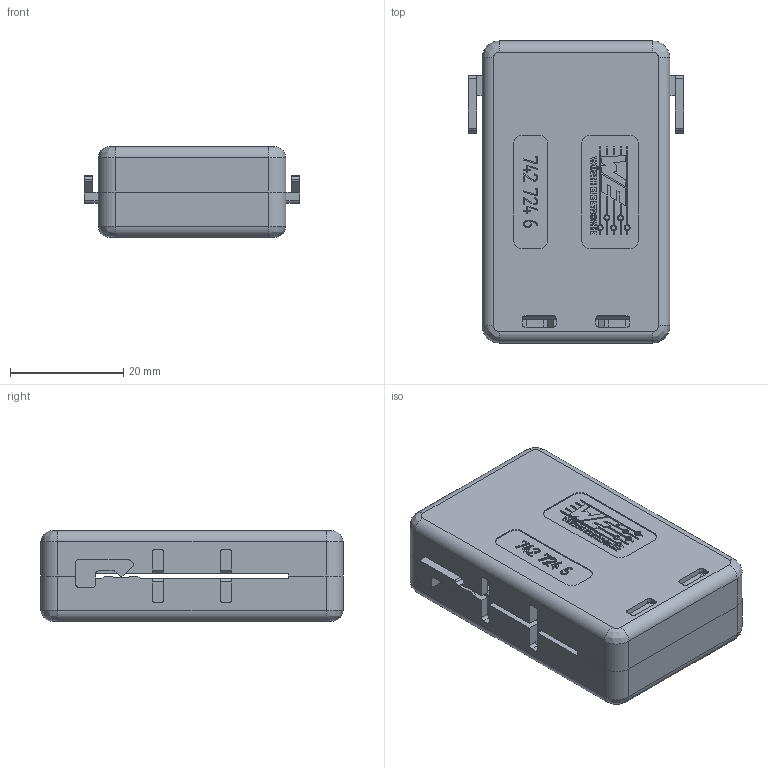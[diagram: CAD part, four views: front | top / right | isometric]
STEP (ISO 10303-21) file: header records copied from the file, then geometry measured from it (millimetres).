
FILE_DESCRIPTION( ( 'Unknown' ), '1' );
FILE_NAME( '7427246_geschlossen.stp', 'Unknown', ( 'Unknown' ), ( 'Unknown' ), 'PSStep 17.0.49', 'Unknown', ' ' );
FILE_SCHEMA( ( 'AUTOMOTIVE_DESIGN { 1 0 10303 214 1 1 1 1 }' ) );
Length unit declared in the file: millimetre
Products named in the file (4): Assem1; Gehäuse_1_geschlossen; Ferrit; Gehäuse_2_geschlossen
Assembly tree (4 placements, depth 2):
  Assem1
    Gehäuse_1_geschlossen
    Ferrit  x2
    Gehäuse_2_geschlossen
Bounding box: 38 x 53.3 x 16 mm (x, y, z)
Volume: 21885.9 mm3; surface area: 19327.6 mm2
Topology: 4 solids, 4 shells, 935 faces, 2595 edges, 1720 vertices
Faces by surface type: plane 758, cylinder 86, extrusion 75, bspline 8, sphere 4, torus 4
Full cylindrical faces by diameter (mm): 1.4 x4
Entity records: 37151 total; most frequent: CARTESIAN_POINT 7079, ORIENTED_EDGE 5004, DIRECTION 4091, EDGE_CURVE 2502, VECTOR 2049, LINE 1974, VERTEX_POINT 1672, AXIS2_PLACEMENT_3D 1021
